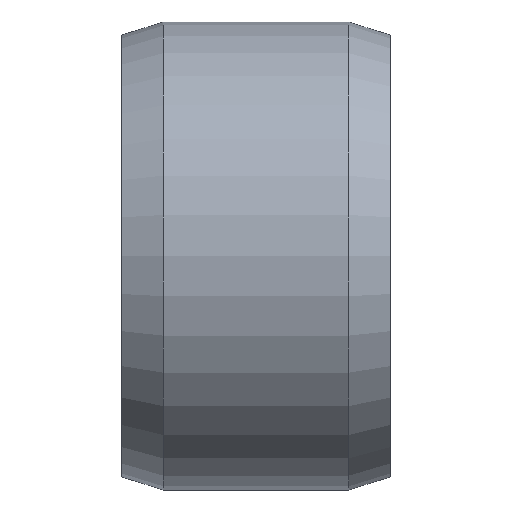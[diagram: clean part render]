
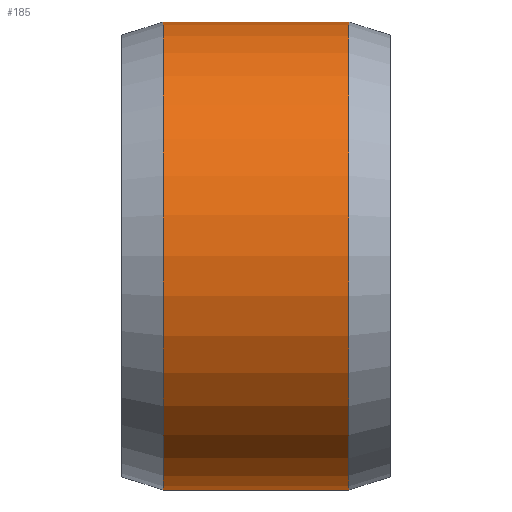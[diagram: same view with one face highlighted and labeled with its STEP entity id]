
A CAD part, top view. The second image highlights one B-rep face of the part: STEP entity #185.
In plain terms, the highlighted cylindrical face has radius 320 mm (diameter 640 mm), a partial arc.
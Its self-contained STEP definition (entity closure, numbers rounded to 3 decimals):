
#185 = ADVANCED_FACE( '', ( #519 ), #520, .T. );
#263 = VERTEX_POINT( '', #605 );
#291 = EDGE_CURVE( '', #351, #439, #635, .T. );
#351 = VERTEX_POINT( '', #698 );
#381 = EDGE_CURVE( '', #351, #263, #732, .T. );
#439 = VERTEX_POINT( '', #802 );
#443 = EDGE_CURVE( '', #263, #489, #806, .T. );
#447 = EDGE_CURVE( '', #489, #439, #810, .T. );
#489 = VERTEX_POINT( '', #857 );
#519 = FACE_OUTER_BOUND( '', #878, .T. );
#520 = CYLINDRICAL_SURFACE( '', #879, 320. );
#605 = CARTESIAN_POINT( '', ( 126.667, -320., 0. ) );
#635 = CIRCLE( '', #1040, 320. );
#698 = CARTESIAN_POINT( '', ( -126.667, -320., 0. ) );
#732 = LINE( '', #1173, #1174 );
#802 = CARTESIAN_POINT( '', ( -126.667, 320., 0. ) );
#806 = CIRCLE( '', #1263, 320. );
#810 = LINE( '', #1269, #1270 );
#857 = CARTESIAN_POINT( '', ( 126.667, 320., 0. ) );
#878 = EDGE_LOOP( '', ( #1354, #1355, #1356, #1357 ) );
#879 = AXIS2_PLACEMENT_3D( '', #1358, #1359, #1360 );
#1040 = AXIS2_PLACEMENT_3D( '', #1472, #1473, #1474 );
#1173 = CARTESIAN_POINT( '', ( 0., -320., 0. ) );
#1174 = VECTOR( '', #1573, 1. );
#1263 = AXIS2_PLACEMENT_3D( '', #1697, #1698, #1699 );
#1269 = CARTESIAN_POINT( '', ( 0., 320., 0. ) );
#1270 = VECTOR( '', #1703, 1. );
#1354 = ORIENTED_EDGE( '', *, *, #447, .T. );
#1355 = ORIENTED_EDGE( '', *, *, #291, .F. );
#1356 = ORIENTED_EDGE( '', *, *, #381, .T. );
#1357 = ORIENTED_EDGE( '', *, *, #443, .T. );
#1358 = CARTESIAN_POINT( '', ( 0., 0., 0. ) );
#1359 = DIRECTION( '', ( 1., 0., 0. ) );
#1360 = DIRECTION( '', ( 0., 1., 0. ) );
#1472 = CARTESIAN_POINT( '', ( -126.667, 0., 0. ) );
#1473 = DIRECTION( '', ( -1., 0., 0. ) );
#1474 = DIRECTION( '', ( 0., 1., 0. ) );
#1573 = DIRECTION( '', ( 1., 0., 0. ) );
#1697 = CARTESIAN_POINT( '', ( 126.667, 0., 0. ) );
#1698 = DIRECTION( '', ( -1., 0., 0. ) );
#1699 = DIRECTION( '', ( 0., 1., 0. ) );
#1703 = DIRECTION( '', ( -1., 0., 0. ) );
